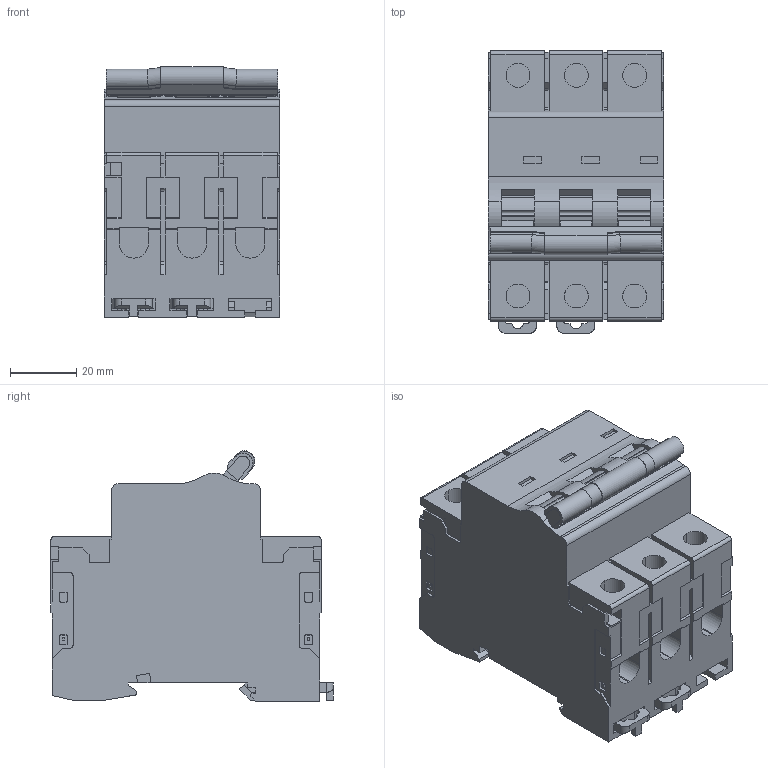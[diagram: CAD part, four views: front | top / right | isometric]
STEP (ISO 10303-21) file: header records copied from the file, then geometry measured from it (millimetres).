
FILE_DESCRIPTION(('CATIA V5 STEP Exchange','CAx-IF Rec.Pracs.--- Model Styling and Organization---1.4--- 2014-01-23'),'2;1');
FILE_NAME ('D1602115_1', '2024-02-19T12:24:57+00:00', ('none'), ('Weidmueller'), 'CATIA Version 5-6 Release 2016 SP3 HF44', 'CATIA V5 STEP AP214', 'none');
FILE_SCHEMA(('AUTOMOTIVE_DESIGN { 1 0 10303 214 1 1 1 1 }'));
Length unit declared in the file: millimetre
Products named in the file (1): S3D_MCB_1077_3P
Bounding box: 52.8 x 85.1 x 75.56 mm (x, y, z)
Volume: 230410.8 mm3; surface area: 35590.7 mm2
Topology: 1 solids, 1 shells, 915 faces, 2620 edges, 1747 vertices
Faces by surface type: plane 695, cylinder 120, extrusion 100
Entity records: 30678 total; most frequent: CARTESIAN_POINT 7880, ORIENTED_EDGE 5240, DIRECTION 3283, EDGE_CURVE 2620, VECTOR 2006, LINE 1906, VERTEX_POINT 1747, EDGE_LOOP 963
